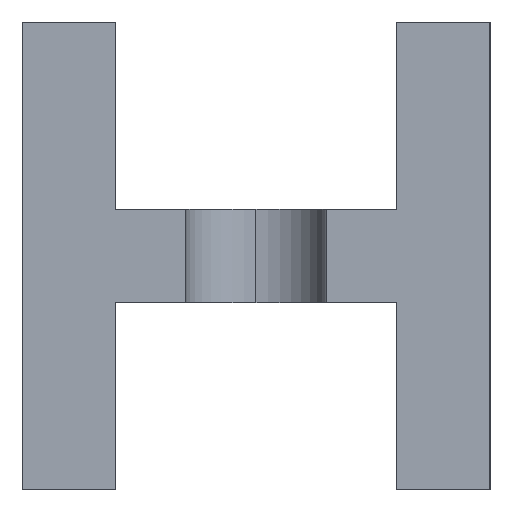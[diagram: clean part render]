
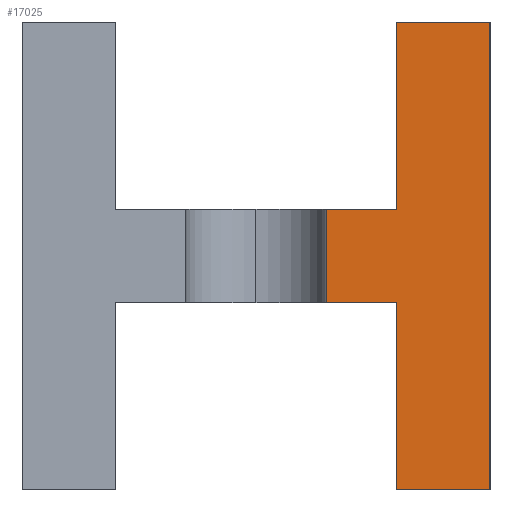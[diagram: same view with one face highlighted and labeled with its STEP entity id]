
A CAD part, left-side view. The second image highlights one B-rep face of the part: STEP entity #17025.
In plain terms, the highlighted planar face has unit normal (-1, 0, 0).
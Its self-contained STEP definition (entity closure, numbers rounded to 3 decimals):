
#12 = CARTESIAN_POINT ( 'NONE',  ( 0., 8., 4. ) ) ;
#523 = VECTOR ( 'NONE', #3175, 1000. ) ;
#1394 = CARTESIAN_POINT ( 'NONE',  ( 0., 2., 10. ) ) ;
#2358 = VECTOR ( 'NONE', #21952, 1000. ) ;
#3047 = LINE ( 'NONE', #15782, #7471 ) ;
#3053 = ORIENTED_EDGE ( 'NONE', *, *, #9773, .F. ) ;
#3175 = DIRECTION ( 'NONE',  ( 0., 0., 1. ) ) ;
#3324 = CARTESIAN_POINT ( 'NONE',  ( 0., 2., 10. ) ) ;
#3613 = EDGE_CURVE ( 'NONE', #19401, #12824, #6819, .T. ) ;
#3811 = DIRECTION ( 'NONE',  ( 0., -1., 0. ) ) ;
#4157 = CARTESIAN_POINT ( 'NONE',  ( 0., 2., 6. ) ) ;
#4353 = EDGE_CURVE ( 'NONE', #19199, #10537, #11415, .T. ) ;
#4547 = VECTOR ( 'NONE', #6422, 1000. ) ;
#5132 = LINE ( 'NONE', #4157, #13972 ) ;
#5935 = ORIENTED_EDGE ( 'NONE', *, *, #18356, .F. ) ;
#6261 = CARTESIAN_POINT ( 'NONE',  ( 0., 0., 10. ) ) ;
#6422 = DIRECTION ( 'NONE',  ( 0., 0., 1. ) ) ;
#6819 = LINE ( 'NONE', #12, #2358 ) ;
#7471 = VECTOR ( 'NONE', #19132, 1000. ) ;
#9009 = DIRECTION ( 'NONE',  ( 0., 1., 0. ) ) ;
#9338 = CARTESIAN_POINT ( 'NONE',  ( 0., 2., 0. ) ) ;
#9773 = EDGE_CURVE ( 'NONE', #12824, #20525, #13905, .T. ) ;
#10034 = LINE ( 'NONE', #1394, #523 ) ;
#10349 = DIRECTION ( 'NONE',  ( 0., 0., -1. ) ) ;
#10537 = VERTEX_POINT ( 'NONE', #18621 ) ;
#10578 = CARTESIAN_POINT ( 'NONE',  ( 0., 0., 0. ) ) ;
#10833 = ORIENTED_EDGE ( 'NONE', *, *, #12262, .F. ) ;
#11415 = LINE ( 'NONE', #10578, #15454 ) ;
#12262 = EDGE_CURVE ( 'NONE', #10537, #12752, #19958, .T. ) ;
#12598 = EDGE_CURVE ( 'NONE', #12752, #19401, #18068, .T. ) ;
#12752 = VERTEX_POINT ( 'NONE', #17347 ) ;
#12824 = VERTEX_POINT ( 'NONE', #15870 ) ;
#13468 = VECTOR ( 'NONE', #19779, 1000. ) ;
#13558 = EDGE_CURVE ( 'NONE', #20525, #15803, #5132, .T. ) ;
#13671 = CARTESIAN_POINT ( 'NONE',  ( 0., 3.5, 6. ) ) ;
#13721 = ORIENTED_EDGE ( 'NONE', *, *, #13558, .F. ) ;
#13905 = LINE ( 'NONE', #20017, #4547 ) ;
#13972 = VECTOR ( 'NONE', #3811, 1000. ) ;
#14271 = ORIENTED_EDGE ( 'NONE', *, *, #18055, .F. ) ;
#14613 = FACE_OUTER_BOUND ( 'NONE', #18833, .T. ) ;
#14817 = ORIENTED_EDGE ( 'NONE', *, *, #4353, .F. ) ;
#15192 = CARTESIAN_POINT ( 'NONE',  ( 0., 2., 4. ) ) ;
#15375 = ORIENTED_EDGE ( 'NONE', *, *, #12598, .F. ) ;
#15454 = VECTOR ( 'NONE', #10349, 1000. ) ;
#15782 = CARTESIAN_POINT ( 'NONE',  ( 0., 0., 10. ) ) ;
#15803 = VERTEX_POINT ( 'NONE', #20094 ) ;
#15870 = CARTESIAN_POINT ( 'NONE',  ( 0., 3.5, 4. ) ) ;
#15922 = ORIENTED_EDGE ( 'NONE', *, *, #3613, .F. ) ;
#17025 = ADVANCED_FACE ( 'NONE', ( #14613 ), #20896, .T. ) ;
#17347 = CARTESIAN_POINT ( 'NONE',  ( 0., 2., 0. ) ) ;
#18055 = EDGE_CURVE ( 'NONE', #15803, #20949, #10034, .T. ) ;
#18068 = LINE ( 'NONE', #20173, #13468 ) ;
#18356 = EDGE_CURVE ( 'NONE', #20949, #19199, #3047, .T. ) ;
#18621 = CARTESIAN_POINT ( 'NONE',  ( 0., 0., 0. ) ) ;
#18833 = EDGE_LOOP ( 'NONE', ( #3053, #15922, #15375, #10833, #14817, #5935, #14271, #13721 ) ) ;
#19132 = DIRECTION ( 'NONE',  ( 0., -1., 0. ) ) ;
#19199 = VERTEX_POINT ( 'NONE', #6261 ) ;
#19401 = VERTEX_POINT ( 'NONE', #15192 ) ;
#19429 = VECTOR ( 'NONE', #9009, 1000. ) ;
#19779 = DIRECTION ( 'NONE',  ( 0., 0., 1. ) ) ;
#19933 = DIRECTION ( 'NONE',  ( 0., 0., 1. ) ) ;
#19957 = DIRECTION ( 'NONE',  ( -1., 0., 0. ) ) ;
#19958 = LINE ( 'NONE', #9338, #19429 ) ;
#20017 = CARTESIAN_POINT ( 'NONE',  ( 0., 3.5, 4. ) ) ;
#20036 = CARTESIAN_POINT ( 'NONE',  ( 0., 0., 0. ) ) ;
#20094 = CARTESIAN_POINT ( 'NONE',  ( 0., 2., 6. ) ) ;
#20157 = AXIS2_PLACEMENT_3D ( 'NONE', #20036, #19957, #19933 ) ;
#20173 = CARTESIAN_POINT ( 'NONE',  ( 0., 2., 4. ) ) ;
#20525 = VERTEX_POINT ( 'NONE', #13671 ) ;
#20896 = PLANE ( 'NONE',  #20157 ) ;
#20949 = VERTEX_POINT ( 'NONE', #3324 ) ;
#21952 = DIRECTION ( 'NONE',  ( 0., 1., 0. ) ) ;
